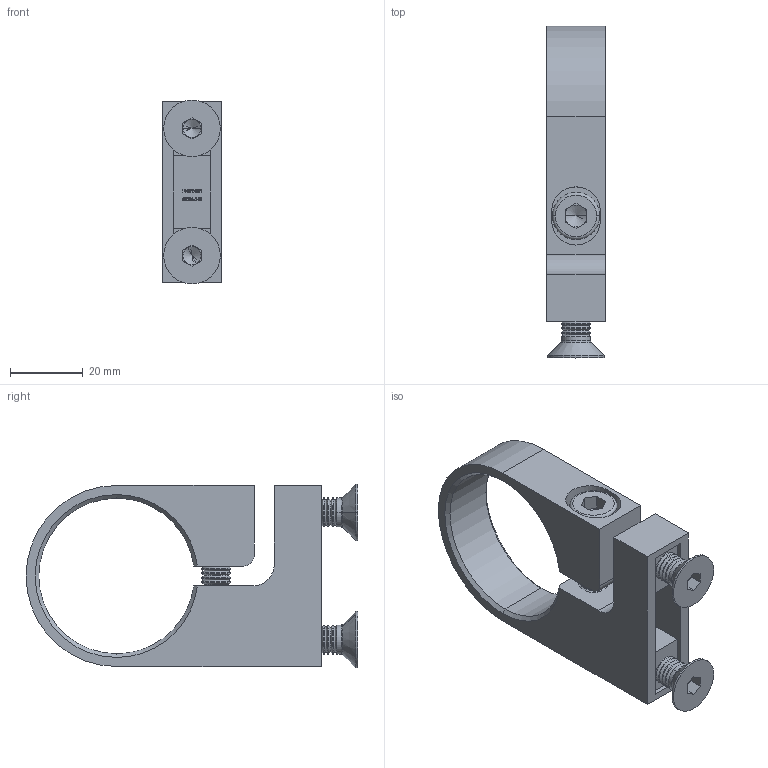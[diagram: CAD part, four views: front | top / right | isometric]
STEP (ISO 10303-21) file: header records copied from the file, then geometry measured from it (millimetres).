
FILE_DESCRIPTION (( 'STEP AP203' ), '1' );
FILE_NAME ('60206-240.step', '2019-05-03T08:23:27', ( '' ), ( '' ), 'SwSTEP 2.0', 'SolidWorks 2015', '' );
FILE_SCHEMA (( 'CONFIG_CONTROL_DESIGN' ));
Length unit declared in the file: millimetre
Products named in the file (4): 6020X-240 Teil1 Konfig_60206-240 Teil1; 60206-240; socket head cap screw_din_DIN 912 M8 x 30 --- 30S; socket countersunk head screw_din_DIN 7991 - M8 x 20 --- 20S
Assembly tree (4 placements, depth 2):
  60206-240
    6020X-240 Teil1 Konfig_60206-240 Teil1
    socket head cap screw_din_DIN 912 M8 x 30 --- 30S
    socket countersunk head screw_din_DIN 7991 - M8 x 20 --- 20S  x2
Bounding box: 16 x 91.3 x 50.57 mm (x, y, z)
Volume: 31395.8 mm3; surface area: 17495.7 mm2
Topology: 4 solids, 4 shells, 605 faces, 1564 edges, 991 vertices
Faces by surface type: cone 198, plane 180, cylinder 114, bspline 105, torus 8
Entity records: 22208 total; most frequent: CARTESIAN_POINT 9635, ORIENTED_EDGE 2648, DIRECTION 2342, EDGE_CURVE 1324, VERTEX_POINT 850, AXIS2_PLACEMENT_3D 817, LINE 708, VECTOR 708
